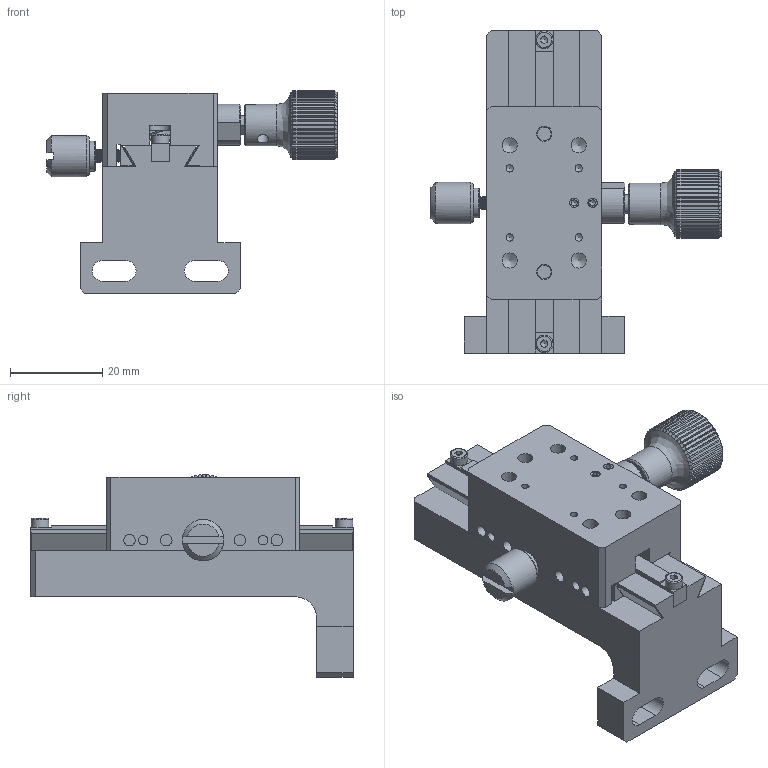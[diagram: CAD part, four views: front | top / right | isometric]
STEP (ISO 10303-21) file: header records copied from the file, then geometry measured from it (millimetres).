
FILE_DESCRIPTION (( 'STEP AP203' ), '1' );
FILE_NAME ('528786.STEP', '2024-10-15T02:34:53', ( 'Windows User' ), ( 'P R C' ), 'SwSTEP 2.0', 'SolidWorks 2020', '' );
FILE_SCHEMA (( 'CONFIG_CONTROL_DESIGN' ));
Length unit declared in the file: millimetre
Products named in the file (1): 528786
Bounding box: 63.01 x 70 x 44.03 mm (x, y, z)
Volume: 41558.1 mm3; surface area: 19836.5 mm2
Topology: 11 solids, 11 shells, 894 faces, 2410 edges, 1558 vertices
Faces by surface type: plane 548, bspline 143, cylinder 119, cone 84
Full cylindrical faces by diameter (mm): 1.6 x6, 2 x2, 2.05 x4, 2.3 x2, 2.5 x8, 3.3 x6, 3.8 x2, 4 x2, 4.5 x2, 6.5 x1, 7 x1, 8 x2, 9 x2
Entity records: 116519 total; most frequent: CARTESIAN_POINT 95862, ORIENTED_EDGE 4608, DIRECTION 3612, EDGE_CURVE 2304, VERTEX_POINT 1526, VECTOR 1372, LINE 1372, AXIS2_PLACEMENT_3D 1120
